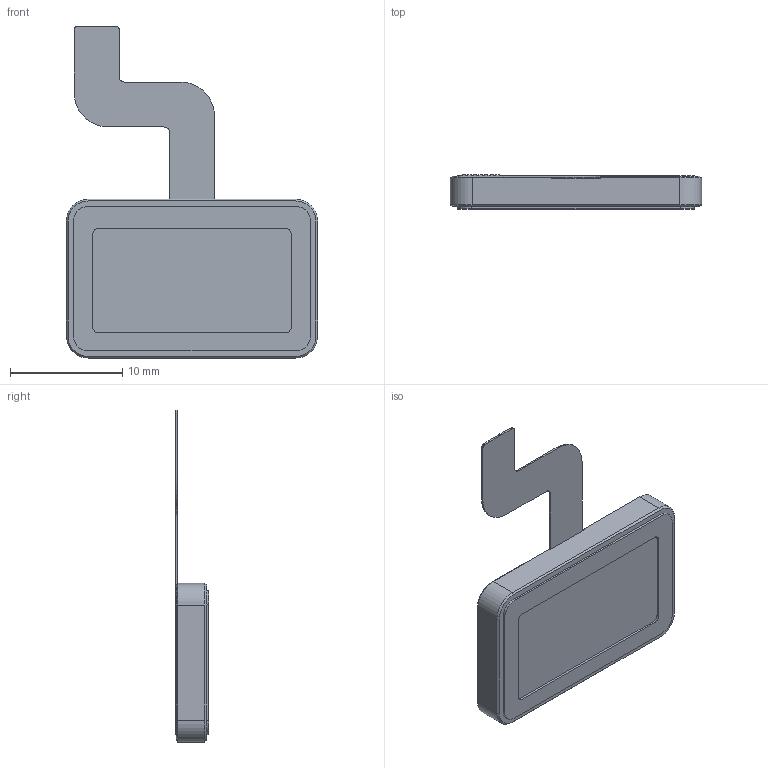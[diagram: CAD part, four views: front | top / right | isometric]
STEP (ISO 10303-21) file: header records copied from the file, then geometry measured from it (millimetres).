
FILE_DESCRIPTION (( 'STEP AP214' ), '1' );
FILE_NAME ('HBB-50002-001.STEP', '2021-03-17T22:32:36', ( '' ), ( '' ), 'SwSTEP 2.0', 'SolidWorks 2021', '' );
FILE_SCHEMA (( 'AUTOMOTIVE_DESIGN' ));
Length unit declared in the file: millimetre
Products named in the file (1): HBB-50002-001
Bounding box: 22.4 x 3.01 x 29.6 mm (x, y, z)
Volume: 860.4 mm3; surface area: 1802.5 mm2
Topology: 3 solids, 3 shells, 113 faces, 303 edges, 196 vertices
Faces by surface type: plane 75, cylinder 30, cone 8
Entity records: 4800 total; most frequent: CARTESIAN_POINT 613, ORIENTED_EDGE 606, DIRECTION 599, EDGE_CURVE 303, LINE 235, VECTOR 235, VERTEX_POINT 196, AXIS2_PLACEMENT_3D 182
